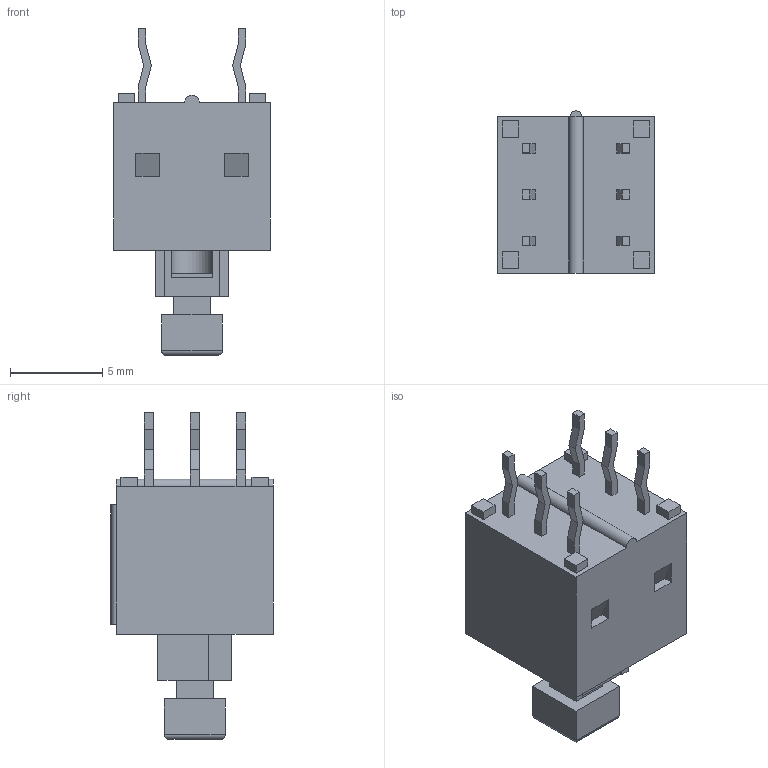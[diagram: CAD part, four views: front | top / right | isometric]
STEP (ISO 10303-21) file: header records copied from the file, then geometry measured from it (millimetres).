
FILE_DESCRIPTION((' '),'2;1');
FILE_NAME('TL2202xxYB.stp','2017-08-01T08:57:53',(' '),(' '),' ','ACIS',' ');
FILE_SCHEMA(('CONFIG_CONTROL_DESIGN'));
Length unit declared in the file: inch
Products named in the file (1): TL2202xxYB.stp
Bounding box: 8.5 x 8.8 x 17.7 mm (x, y, z)
Volume: 405.2 mm3; surface area: 1066.4 mm2
Topology: 1 solids, 1 shells, 246 faces, 658 edges, 432 vertices
Faces by surface type: plane 237, cylinder 9
Entity records: 7621 total; most frequent: CARTESIAN_POINT 1337, ORIENTED_EDGE 1316, DIRECTION 1166, EDGE_CURVE 658, VECTOR 644, LINE 644, VERTEX_POINT 432, EDGE_LOOP 272
